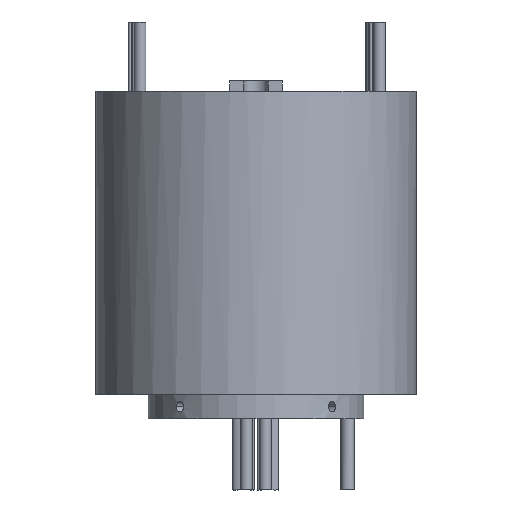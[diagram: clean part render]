
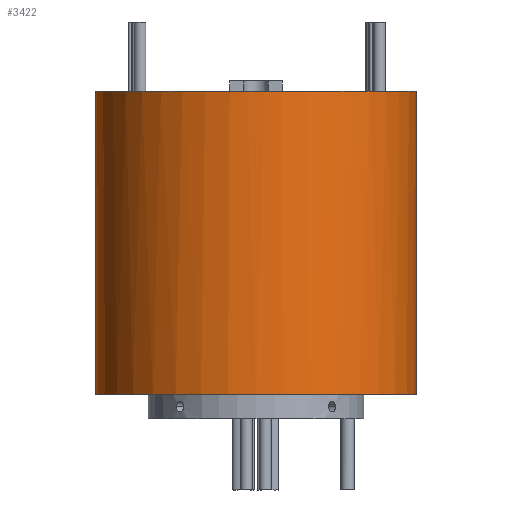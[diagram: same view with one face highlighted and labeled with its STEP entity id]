
A CAD part, front view. The second image highlights one B-rep face of the part: STEP entity #3422.
In plain terms, the highlighted cylindrical face has radius 79 mm (diameter 158 mm), a partial arc.
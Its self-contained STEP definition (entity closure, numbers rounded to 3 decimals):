
#4 = DIRECTION ( 'NONE',  ( 0., 0., 1. ) ) ;
#27 = VERTEX_POINT ( 'NONE', #4577 ) ;
#207 = AXIS2_PLACEMENT_3D ( 'NONE', #2662, #4, #3116 ) ;
#279 = AXIS2_PLACEMENT_3D ( 'NONE', #291, #3403, #754 ) ;
#291 = CARTESIAN_POINT ( 'NONE',  ( 0., 0., 161.2 ) ) ;
#378 = EDGE_LOOP ( 'NONE', ( #4023, #4487, #2812, #2055, #5026, #3939 ) ) ;
#404 = CARTESIAN_POINT ( 'NONE',  ( 0., 0., 161.2 ) ) ;
#754 = DIRECTION ( 'NONE',  ( 1., 0., 0. ) ) ;
#761 = EDGE_CURVE ( 'NONE', #1669, #4950, #4358, .T. ) ;
#857 = DIRECTION ( 'NONE',  ( 1., 0., 0. ) ) ;
#907 = CIRCLE ( 'NONE', #207, 79. ) ;
#1146 = DIRECTION ( 'NONE',  ( 0., 0., -1. ) ) ;
#1183 = DIRECTION ( 'NONE',  ( 0., 0., 1. ) ) ;
#1463 = CARTESIAN_POINT ( 'NONE',  ( -79., 0., 161.2 ) ) ;
#1631 = VERTEX_POINT ( 'NONE', #1887 ) ;
#1667 = AXIS2_PLACEMENT_3D ( 'NONE', #3839, #1183, #4297 ) ;
#1669 = VERTEX_POINT ( 'NONE', #1463 ) ;
#1887 = CARTESIAN_POINT ( 'NONE',  ( -13., -77.923, 161.2 ) ) ;
#1894 = EDGE_CURVE ( 'NONE', #1669, #1631, #4599, .T. ) ;
#1940 = CARTESIAN_POINT ( 'NONE',  ( 79., 0., 161.2 ) ) ;
#2055 = ORIENTED_EDGE ( 'NONE', *, *, #1894, .F. ) ;
#2137 = VERTEX_POINT ( 'NONE', #2741 ) ;
#2151 = CIRCLE ( 'NONE', #3683, 79. ) ;
#2208 = FACE_OUTER_BOUND ( 'NONE', #378, .T. ) ;
#2282 = LINE ( 'NONE', #1940, #3325 ) ;
#2352 = CARTESIAN_POINT ( 'NONE',  ( -79., 0., 12. ) ) ;
#2447 = DIRECTION ( 'NONE',  ( 0., 0., -1. ) ) ;
#2467 = CARTESIAN_POINT ( 'NONE',  ( 0., 0., 161.2 ) ) ;
#2630 = EDGE_CURVE ( 'NONE', #5722, #2137, #2282, .T. ) ;
#2662 = CARTESIAN_POINT ( 'NONE',  ( 0., 0., 12. ) ) ;
#2724 = CIRCLE ( 'NONE', #279, 79. ) ;
#2741 = CARTESIAN_POINT ( 'NONE',  ( 79., 0., 12. ) ) ;
#2812 = ORIENTED_EDGE ( 'NONE', *, *, #5406, .F. ) ;
#3116 = DIRECTION ( 'NONE',  ( 1., 0., 0. ) ) ;
#3325 = VECTOR ( 'NONE', #5042, 1000. ) ;
#3403 = DIRECTION ( 'NONE',  ( 0., 0., 1. ) ) ;
#3422 = ADVANCED_FACE ( 'NONE', ( #2208 ), #5624, .T. ) ;
#3501 = DIRECTION ( 'NONE',  ( 0., 0., 1. ) ) ;
#3610 = AXIS2_PLACEMENT_3D ( 'NONE', #2467, #1146, #3807 ) ;
#3683 = AXIS2_PLACEMENT_3D ( 'NONE', #404, #3501, #857 ) ;
#3725 = EDGE_CURVE ( 'NONE', #4950, #2137, #907, .T. ) ;
#3807 = DIRECTION ( 'NONE',  ( -1., 0., 0. ) ) ;
#3839 = CARTESIAN_POINT ( 'NONE',  ( 0., 0., 161.2 ) ) ;
#3939 = ORIENTED_EDGE ( 'NONE', *, *, #3725, .T. ) ;
#4023 = ORIENTED_EDGE ( 'NONE', *, *, #2630, .F. ) ;
#4297 = DIRECTION ( 'NONE',  ( 1., 0., 0. ) ) ;
#4358 = LINE ( 'NONE', #5554, #5667 ) ;
#4487 = ORIENTED_EDGE ( 'NONE', *, *, #4515, .F. ) ;
#4514 = CARTESIAN_POINT ( 'NONE',  ( 79., 0., 161.2 ) ) ;
#4515 = EDGE_CURVE ( 'NONE', #27, #5722, #2151, .T. ) ;
#4577 = CARTESIAN_POINT ( 'NONE',  ( 13., -77.923, 161.2 ) ) ;
#4599 = CIRCLE ( 'NONE', #1667, 79. ) ;
#4950 = VERTEX_POINT ( 'NONE', #2352 ) ;
#5026 = ORIENTED_EDGE ( 'NONE', *, *, #761, .T. ) ;
#5042 = DIRECTION ( 'NONE',  ( 0., 0., -1. ) ) ;
#5406 = EDGE_CURVE ( 'NONE', #1631, #27, #2724, .T. ) ;
#5554 = CARTESIAN_POINT ( 'NONE',  ( -79., 0., 161.2 ) ) ;
#5624 = CYLINDRICAL_SURFACE ( 'NONE', #3610, 79. ) ;
#5667 = VECTOR ( 'NONE', #2447, 1000. ) ;
#5722 = VERTEX_POINT ( 'NONE', #4514 ) ;
